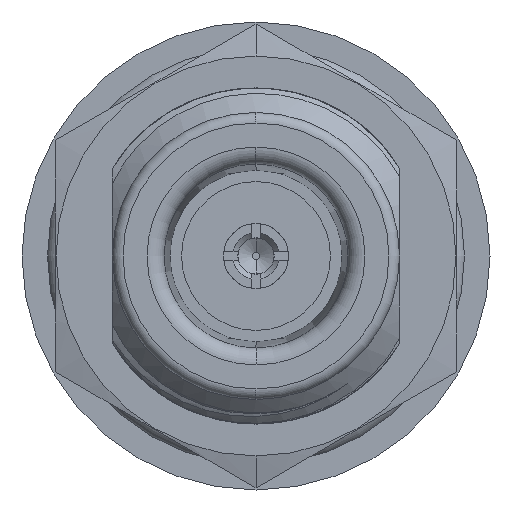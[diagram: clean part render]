
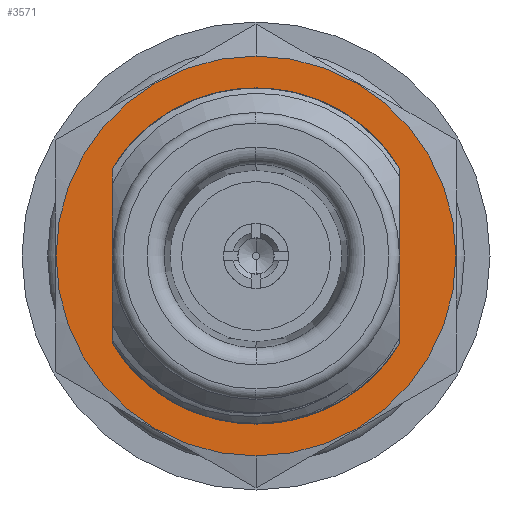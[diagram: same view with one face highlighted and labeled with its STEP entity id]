
A CAD part, left-side view. The second image highlights one B-rep face of the part: STEP entity #3571.
In plain terms, the highlighted planar face has unit normal (-1, 0, 0).
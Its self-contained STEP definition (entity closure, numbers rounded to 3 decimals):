
#436=CARTESIAN_POINT('',(-8.9,0.,0.));
#437=DIRECTION('',(1.,0.,0.));
#438=DIRECTION('',(0.,0.,-1.));
#439=AXIS2_PLACEMENT_3D('',#436,#437,#438);
#441=CARTESIAN_POINT('',(-8.9,0.,0.));
#442=DIRECTION('',(-1.,0.,0.));
#443=DIRECTION('',(0.,0.,-1.));
#444=AXIS2_PLACEMENT_3D('',#441,#442,#443);
#446=DIRECTION('',(0.,0.,1.));
#447=VECTOR('',#446,8.209);
#448=CARTESIAN_POINT('',(-8.9,-6.75,-4.105));
#449=LINE('',#448,#447);
#450=DIRECTION('',(0.,0.,-1.));
#451=VECTOR('',#450,8.209);
#452=CARTESIAN_POINT('',(-8.9,6.75,4.105));
#453=LINE('',#452,#451);
#505=CARTESIAN_POINT('',(-8.9,0.,-7.9));
#511=CARTESIAN_POINT('',(-8.9,0.,0.));
#512=DIRECTION('',(1.,0.,0.));
#513=DIRECTION('',(0.,-0.854,-0.52));
#514=AXIS2_PLACEMENT_3D('',#511,#512,#513);
#615=CARTESIAN_POINT('',(-8.9,0.,0.));
#616=DIRECTION('',(1.,0.,0.));
#617=DIRECTION('',(0.,0.,-1.));
#618=AXIS2_PLACEMENT_3D('',#615,#616,#617);
#876=CARTESIAN_POINT('',(-8.9,0.,0.));
#877=DIRECTION('',(1.,0.,0.));
#878=DIRECTION('',(0.,0.854,0.52));
#879=AXIS2_PLACEMENT_3D('',#876,#877,#878);
#2759=VERTEX_POINT('',#505);
#2896=CARTESIAN_POINT('',(-8.9,6.75,4.105));
#2897=CARTESIAN_POINT('',(-8.9,6.75,-4.105));
#2898=VERTEX_POINT('',#2896);
#2899=VERTEX_POINT('',#2897);
#2900=CARTESIAN_POINT('',(-8.9,-6.75,-4.105));
#2901=CARTESIAN_POINT('',(-8.9,-6.75,4.105));
#2902=VERTEX_POINT('',#2900);
#2903=VERTEX_POINT('',#2901);
#2920=CARTESIAN_POINT('',(-8.9,0.,-9.4));
#2921=CARTESIAN_POINT('',(-8.9,0.,9.4));
#2922=VERTEX_POINT('',#2920);
#2923=VERTEX_POINT('',#2921);
#3550=CARTESIAN_POINT('',(-8.9,0.,0.));
#3551=DIRECTION('',(1.,0.,0.));
#3552=DIRECTION('',(0.,0.,1.));
#3553=AXIS2_PLACEMENT_3D('',#3550,#3551,#3552);
#3554=PLANE('',#3553);
#3555=ORIENTED_EDGE('',*,*,#3541,.T.);
#3556=ORIENTED_EDGE('',*,*,#3525,.F.);
#3557=EDGE_LOOP('',(#3555,#3556));
#3558=FACE_OUTER_BOUND('',#3557,.F.);
#3560=ORIENTED_EDGE('',*,*,#3559,.F.);
#3562=ORIENTED_EDGE('',*,*,#3561,.T.);
#3564=ORIENTED_EDGE('',*,*,#3563,.F.);
#3566=ORIENTED_EDGE('',*,*,#3565,.T.);
#3568=ORIENTED_EDGE('',*,*,#3567,.F.);
#3569=EDGE_LOOP('',(#3560,#3562,#3564,#3566,#3568));
#3570=FACE_BOUND('',#3569,.F.);
#440=CIRCLE('',#439,9.4);
#445=CIRCLE('',#444,9.4);
#515=CIRCLE('',#514,7.9);
#619=CIRCLE('',#618,7.9);
#880=CIRCLE('',#879,7.9);
#3525=EDGE_CURVE('',#2922,#2923,#445,.T.);
#3541=EDGE_CURVE('',#2922,#2923,#440,.T.);
#3559=EDGE_CURVE('',#2902,#2759,#515,.T.);
#3561=EDGE_CURVE('',#2902,#2903,#449,.T.);
#3563=EDGE_CURVE('',#2898,#2903,#880,.T.);
#3565=EDGE_CURVE('',#2898,#2899,#453,.T.);
#3567=EDGE_CURVE('',#2759,#2899,#619,.T.);
#3571=ADVANCED_FACE('',(#3558,#3570),#3554,.F.);
